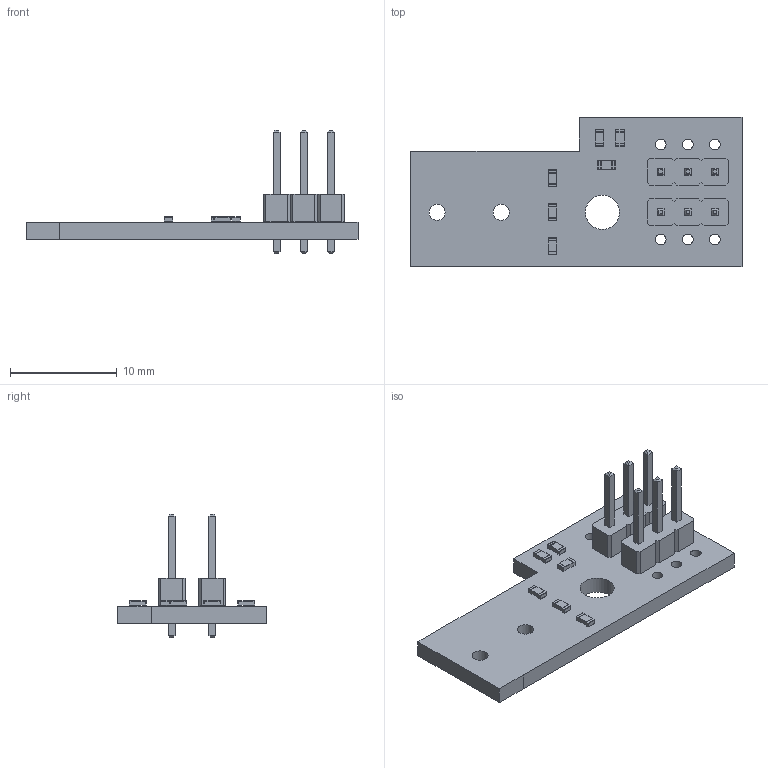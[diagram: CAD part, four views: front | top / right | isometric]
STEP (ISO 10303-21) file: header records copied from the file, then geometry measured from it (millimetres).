
FILE_DESCRIPTION(('KiCad electronic assembly'),'2;1');
FILE_NAME('RiserBoard_Mid.step','2020-05-24T20:12:33',('An Author'),( 'A Company'),'Open CASCADE STEP processor 6.9', 'KiCad to STEP converter','Unknown');
FILE_SCHEMA(('AUTOMOTIVE_DESIGN { 1 0 10303 214 1 1 1 1 }'));
Length unit declared in the file: millimetre
Products named in the file (6): Open CASCADE STEP translator 6.9 1; PinHeader_1x03_P2.54mm_Vertical; SOLID; R_0603_1608Metric; COMPOUND
Assembly tree (11 placements, depth 3):
  Open CASCADE STEP translator 6.9 1
    PinHeader_1x03_P2.54mm_Vertical  x2
      SOLID
    R_0603_1608Metric  x6
      SOLID
    COMPOUND
Bounding box: 31.11 x 13.97 x 11.54 mm (x, y, z)
Volume: 702.6 mm3; surface area: 1305.8 mm2
Topology: 9 solids, 9 shells, 333 faces, 837 edges, 534 vertices
Faces by surface type: plane 270, cylinder 63
Full cylindrical faces by diameter (mm): 1 x12, 1.5 x2, 3.2 x1
Entity records: 8892 total; most frequent: CARTESIAN_POINT 1520, DIRECTION 1237, LINE 859, VECTOR 859, ORIENTED_EDGE 634, PCURVE 634, DEFINITIONAL_REPRESENTATION 634, EDGE_CURVE 317
